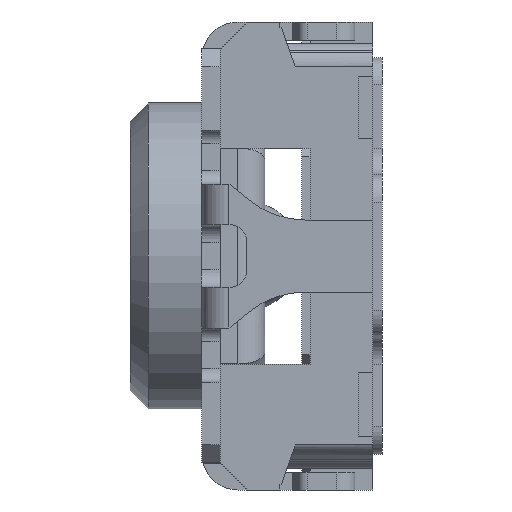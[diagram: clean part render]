
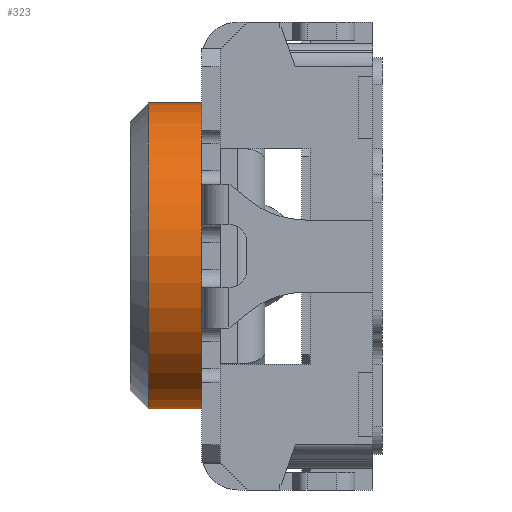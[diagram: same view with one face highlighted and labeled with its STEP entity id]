
A CAD part, left-side view. The second image highlights one B-rep face of the part: STEP entity #323.
In plain terms, the highlighted cylindrical face has radius 0.85 mm (diameter 1.7 mm), a full revolution.
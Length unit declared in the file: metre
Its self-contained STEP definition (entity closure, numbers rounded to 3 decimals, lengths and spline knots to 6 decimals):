
#323 = ADVANCED_FACE( '', ( #919, #920 ), #921, .T. );
#919 = FACE_OUTER_BOUND( '', #1549, .T. );
#920 = FACE_OUTER_BOUND( '', #1550, .T. );
#921 = CYLINDRICAL_SURFACE( '', #1551, 0.00085 );
#1549 = EDGE_LOOP( '', ( #4098 ) );
#1550 = EDGE_LOOP( '', ( #4099 ) );
#1551 = AXIS2_PLACEMENT_3D( '', #4100, #4101, #4102 );
#4098 = ORIENTED_EDGE( '', *, *, #4696, .T. );
#4099 = ORIENTED_EDGE( '', *, *, #4383, .F. );
#4100 = CARTESIAN_POINT( '', ( 0., 0.000842, 0. ) );
#4101 = DIRECTION( '', ( 0., -1., 0. ) );
#4102 = DIRECTION( '', ( 1., 0., 0. ) );
#4383 = EDGE_CURVE( '', #5311, #5311, #5312, .T. );
#4696 = EDGE_CURVE( '', #5886, #5886, #5887, .T. );
#5311 = VERTEX_POINT( '', #6826 );
#5312 = CIRCLE( '', #6827, 0.00085 );
#5886 = VERTEX_POINT( '', #7695 );
#5887 = CIRCLE( '', #7696, 0.00085 );
#6826 = CARTESIAN_POINT( '', ( 0.00085, 0.00125, 0. ) );
#6827 = AXIS2_PLACEMENT_3D( '', #9152, #9153, #9154 );
#7695 = CARTESIAN_POINT( '', ( -0.00085, 0.00095, 0. ) );
#7696 = AXIS2_PLACEMENT_3D( '', #9596, #9597, #9598 );
#9152 = CARTESIAN_POINT( '', ( 0., 0.00125, 0. ) );
#9153 = DIRECTION( '', ( 0., 1., 0. ) );
#9154 = DIRECTION( '', ( 1., 0., 0. ) );
#9596 = CARTESIAN_POINT( '', ( 0., 0.00095, 0. ) );
#9597 = DIRECTION( '', ( 0., 1., 0. ) );
#9598 = DIRECTION( '', ( -1., 0., 0. ) );
